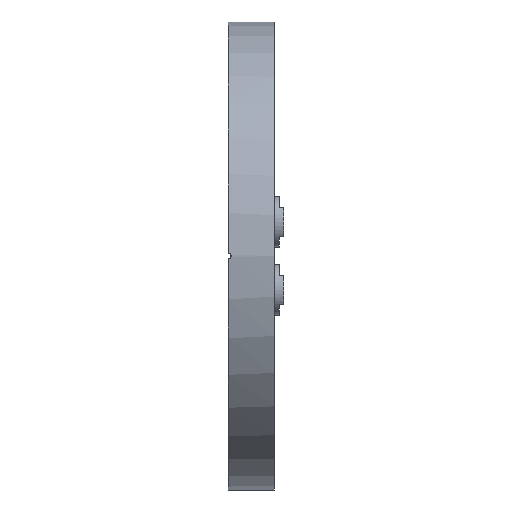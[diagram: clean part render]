
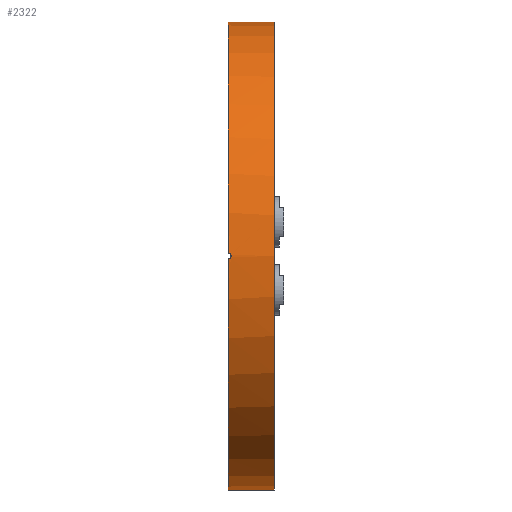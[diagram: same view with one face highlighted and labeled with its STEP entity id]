
A CAD part, left-side view. The second image highlights one B-rep face of the part: STEP entity #2322.
In plain terms, the highlighted cylindrical face has radius 76.2 mm (diameter 152.4 mm), a partial arc.
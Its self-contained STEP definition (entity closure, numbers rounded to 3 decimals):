
#136 = DIRECTION ( 'NONE',  ( 0., 0., 1. ) ) ;
#368 = DIRECTION ( 'NONE',  ( 0., 1., 0. ) ) ;
#454 = EDGE_CURVE ( 'NONE', #8646, #2966, #8792, .T. ) ;
#465 = EDGE_LOOP ( 'NONE', ( #10568, #10411, #12473, #5429, #4005, #9021 ) ) ;
#574 = B_SPLINE_CURVE_WITH_KNOTS ( 'NONE', 3,
 ( #2867, #9839, #9716, #11784, #891, #953, #6895, #6769, #4787, #10676, #1918, #4850, #1009, #8751, #1077, #10812 ),
 .UNSPECIFIED., .F., .F.,
 ( 4, 2, 2, 2, 2, 2, 2, 4 ),
 ( 0., 0., 0.001, 0.001, 0.002, 0.002, 0.002, 0.003 ),
 .UNSPECIFIED. ) ;
#788 = CARTESIAN_POINT ( 'NONE',  ( -76.193, 0., -1. ) ) ;
#856 = EDGE_CURVE ( 'NONE', #9120, #8646, #8039, .T. ) ;
#891 = CARTESIAN_POINT ( 'NONE',  ( -76.196, -0.615, 0.799 ) ) ;
#953 = CARTESIAN_POINT ( 'NONE',  ( -76.198, -0.799, 0.615 ) ) ;
#1009 = CARTESIAN_POINT ( 'NONE',  ( -76.198, -0.801, -0.613 ) ) ;
#1033 = CYLINDRICAL_SURFACE ( 'NONE', #9596, 76.2 ) ;
#1077 = CARTESIAN_POINT ( 'NONE',  ( -76.193, -0.264, -1. ) ) ;
#1150 = AXIS2_PLACEMENT_3D ( 'NONE', #10391, #11499, #11630 ) ;
#1275 = CARTESIAN_POINT ( 'NONE',  ( 0., 0., -76.2 ) ) ;
#1720 = EDGE_CURVE ( 'NONE', #8453, #2966, #11589, .T. ) ;
#1817 = EDGE_CURVE ( 'NONE', #9120, #4145, #7641, .T. ) ;
#1918 = CARTESIAN_POINT ( 'NONE',  ( -76.2, -0.974, -0.261 ) ) ;
#2322 = ADVANCED_FACE ( 'NONE', ( #6856 ), #1033, .T. ) ;
#2483 = CARTESIAN_POINT ( 'NONE',  ( 0., -15., 76.2 ) ) ;
#2702 = DIRECTION ( 'NONE',  ( 0., 0., 1. ) ) ;
#2782 = DIRECTION ( 'NONE',  ( 0., 1., 0. ) ) ;
#2867 = CARTESIAN_POINT ( 'NONE',  ( -76.193, 0., 1. ) ) ;
#2966 = VERTEX_POINT ( 'NONE', #11171 ) ;
#3754 = AXIS2_PLACEMENT_3D ( 'NONE', #7624, #11486, #2702 ) ;
#4005 = ORIENTED_EDGE ( 'NONE', *, *, #5328, .T. ) ;
#4145 = VERTEX_POINT ( 'NONE', #1275 ) ;
#4606 = VECTOR ( 'NONE', #2782, 1000. ) ;
#4787 = CARTESIAN_POINT ( 'NONE',  ( -76.2, -1., 0.131 ) ) ;
#4850 = CARTESIAN_POINT ( 'NONE',  ( -76.198, -0.874, -0.503 ) ) ;
#5264 = CARTESIAN_POINT ( 'NONE',  ( -76.193, 0., 1. ) ) ;
#5328 = EDGE_CURVE ( 'NONE', #8453, #9510, #574, .T. ) ;
#5429 = ORIENTED_EDGE ( 'NONE', *, *, #1720, .F. ) ;
#5596 = CARTESIAN_POINT ( 'NONE',  ( 0., -15., -76.2 ) ) ;
#5989 = CIRCLE ( 'NONE', #11529, 76.2 ) ;
#6377 = DIRECTION ( 'NONE',  ( 0., 1., 0. ) ) ;
#6590 = DIRECTION ( 'NONE',  ( 0., 1., 0. ) ) ;
#6769 = CARTESIAN_POINT ( 'NONE',  ( -76.2, -0.974, 0.263 ) ) ;
#6856 = FACE_OUTER_BOUND ( 'NONE', #465, .T. ) ;
#6895 = CARTESIAN_POINT ( 'NONE',  ( -76.198, -0.874, 0.503 ) ) ;
#7574 = EDGE_CURVE ( 'NONE', #4145, #9510, #5989, .T. ) ;
#7624 = CARTESIAN_POINT ( 'NONE',  ( 0., -15., 0. ) ) ;
#7641 = LINE ( 'NONE', #8400, #4606 ) ;
#7805 = CARTESIAN_POINT ( 'NONE',  ( 0., -15., 76.2 ) ) ;
#7923 = CARTESIAN_POINT ( 'NONE',  ( 0., -15., 0. ) ) ;
#8039 = CIRCLE ( 'NONE', #3754, 76.2 ) ;
#8400 = CARTESIAN_POINT ( 'NONE',  ( 0., -15., -76.2 ) ) ;
#8453 = VERTEX_POINT ( 'NONE', #5264 ) ;
#8646 = VERTEX_POINT ( 'NONE', #7805 ) ;
#8684 = VECTOR ( 'NONE', #6377, 1000. ) ;
#8751 = CARTESIAN_POINT ( 'NONE',  ( -76.195, -0.521, -0.893 ) ) ;
#8792 = LINE ( 'NONE', #2483, #8684 ) ;
#9021 = ORIENTED_EDGE ( 'NONE', *, *, #7574, .F. ) ;
#9120 = VERTEX_POINT ( 'NONE', #5596 ) ;
#9475 = DIRECTION ( 'NONE',  ( 0., 0., 1. ) ) ;
#9510 = VERTEX_POINT ( 'NONE', #788 ) ;
#9596 = AXIS2_PLACEMENT_3D ( 'NONE', #7923, #368, #136 ) ;
#9716 = CARTESIAN_POINT ( 'NONE',  ( -76.194, -0.262, 0.974 ) ) ;
#9839 = CARTESIAN_POINT ( 'NONE',  ( -76.193, -0.132, 1. ) ) ;
#10391 = CARTESIAN_POINT ( 'NONE',  ( 0., 0., 0. ) ) ;
#10411 = ORIENTED_EDGE ( 'NONE', *, *, #856, .T. ) ;
#10568 = ORIENTED_EDGE ( 'NONE', *, *, #1817, .F. ) ;
#10676 = CARTESIAN_POINT ( 'NONE',  ( -76.2, -1., -0.13 ) ) ;
#10812 = CARTESIAN_POINT ( 'NONE',  ( -76.193, 0., -1. ) ) ;
#11171 = CARTESIAN_POINT ( 'NONE',  ( 0., 0., 76.2 ) ) ;
#11486 = DIRECTION ( 'NONE',  ( 0., 1., 0. ) ) ;
#11499 = DIRECTION ( 'NONE',  ( 0., 1., 0. ) ) ;
#11529 = AXIS2_PLACEMENT_3D ( 'NONE', #11608, #6590, #9475 ) ;
#11589 = CIRCLE ( 'NONE', #1150, 76.2 ) ;
#11608 = CARTESIAN_POINT ( 'NONE',  ( 0., 0., 0. ) ) ;
#11630 = DIRECTION ( 'NONE',  ( 0., 0., 1. ) ) ;
#11784 = CARTESIAN_POINT ( 'NONE',  ( -76.195, -0.504, 0.874 ) ) ;
#12473 = ORIENTED_EDGE ( 'NONE', *, *, #454, .T. ) ;
